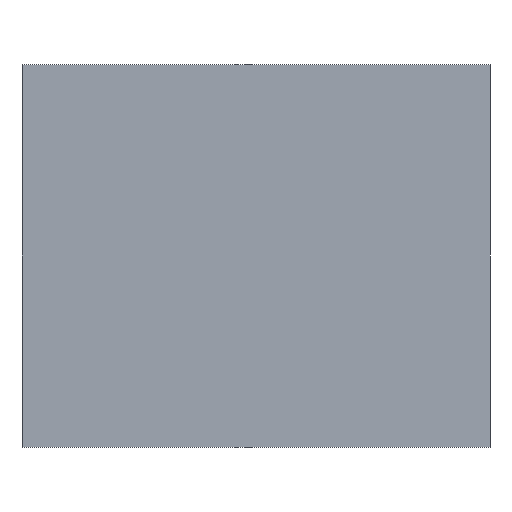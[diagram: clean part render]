
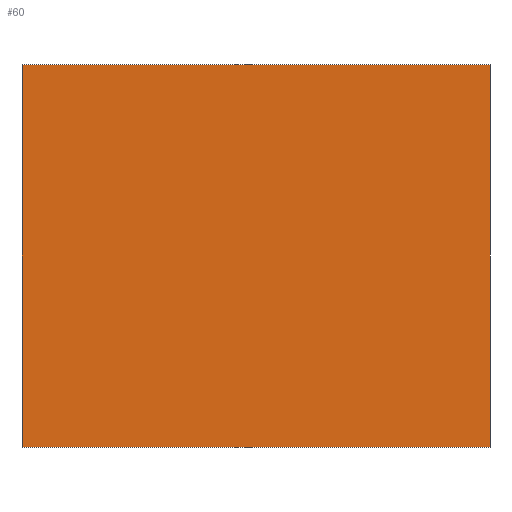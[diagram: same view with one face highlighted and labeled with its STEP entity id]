
A CAD part, front view. The second image highlights one B-rep face of the part: STEP entity #60.
In plain terms, the highlighted planar face has unit normal (0, -1, 0).
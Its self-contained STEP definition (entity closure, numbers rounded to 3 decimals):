
#16 = VECTOR ( 'NONE', #90, 1000. ) ;
#20 = ORIENTED_EDGE ( 'NONE', *, *, #96, .F. ) ;
#24 = DIRECTION ( 'NONE',  ( 0., 0., -1. ) ) ;
#25 = CARTESIAN_POINT ( 'NONE',  ( -275., -0.013, -225. ) ) ;
#27 = CARTESIAN_POINT ( 'NONE',  ( 275., -0.013, 225. ) ) ;
#37 = CARTESIAN_POINT ( 'NONE',  ( 275., -0.013, 225. ) ) ;
#39 = ORIENTED_EDGE ( 'NONE', *, *, #89, .F. ) ;
#40 = CARTESIAN_POINT ( 'NONE',  ( -275., -0.013, 225. ) ) ;
#41 = EDGE_CURVE ( 'NONE', #109, #161, #50, .T. ) ;
#50 = LINE ( 'NONE', #40, #134 ) ;
#60 = ADVANCED_FACE ( 'NONE', ( #165 ), #70, .T. ) ;
#62 = VECTOR ( 'NONE', #196, 1000. ) ;
#65 = ORIENTED_EDGE ( 'NONE', *, *, #115, .F. ) ;
#68 = LINE ( 'NONE', #71, #111 ) ;
#70 = PLANE ( 'NONE',  #164 ) ;
#71 = CARTESIAN_POINT ( 'NONE',  ( -275., -0.013, -225. ) ) ;
#83 = VERTEX_POINT ( 'NONE', #25 ) ;
#89 = EDGE_CURVE ( 'NONE', #108, #83, #68, .T. ) ;
#90 = DIRECTION ( 'NONE',  ( 0., 0., -1. ) ) ;
#96 = EDGE_CURVE ( 'NONE', #161, #108, #176, .T. ) ;
#100 = DIRECTION ( 'NONE',  ( 1., 0., 0. ) ) ;
#102 = CARTESIAN_POINT ( 'NONE',  ( 275., -0.013, -225. ) ) ;
#108 = VERTEX_POINT ( 'NONE', #102 ) ;
#109 = VERTEX_POINT ( 'NONE', #197 ) ;
#111 = VECTOR ( 'NONE', #118, 1000. ) ;
#115 = EDGE_CURVE ( 'NONE', #83, #109, #177, .T. ) ;
#118 = DIRECTION ( 'NONE',  ( -1., 0., 0. ) ) ;
#122 = DIRECTION ( 'NONE',  ( 0., -1., 0. ) ) ;
#123 = EDGE_LOOP ( 'NONE', ( #20, #187, #65, #39 ) ) ;
#132 = CARTESIAN_POINT ( 'NONE',  ( 275., -0.013, -225. ) ) ;
#134 = VECTOR ( 'NONE', #100, 1000. ) ;
#135 = CARTESIAN_POINT ( 'NONE',  ( -275., -0.013, 225. ) ) ;
#161 = VERTEX_POINT ( 'NONE', #27 ) ;
#164 = AXIS2_PLACEMENT_3D ( 'NONE', #132, #122, #24 ) ;
#165 = FACE_OUTER_BOUND ( 'NONE', #123, .T. ) ;
#176 = LINE ( 'NONE', #37, #16 ) ;
#177 = LINE ( 'NONE', #135, #62 ) ;
#187 = ORIENTED_EDGE ( 'NONE', *, *, #41, .F. ) ;
#196 = DIRECTION ( 'NONE',  ( 0., 0., 1. ) ) ;
#197 = CARTESIAN_POINT ( 'NONE',  ( -275., -0.013, 225. ) ) ;
